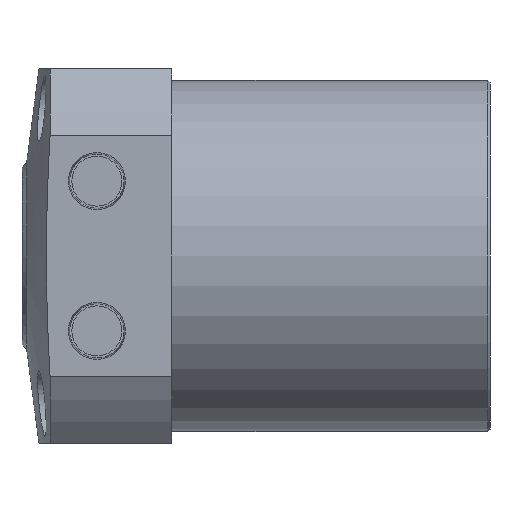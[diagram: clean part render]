
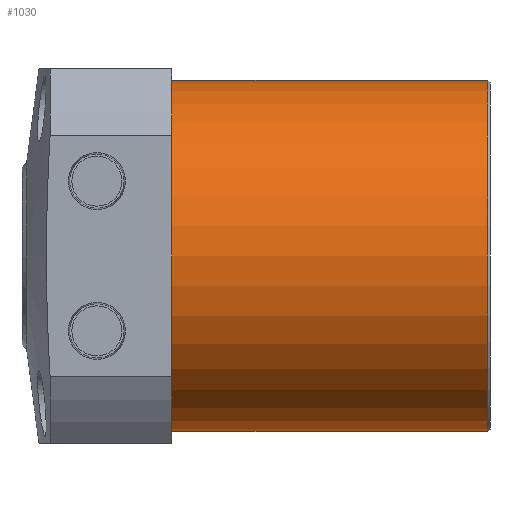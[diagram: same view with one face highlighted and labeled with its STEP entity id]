
A CAD part, left-side view. The second image highlights one B-rep face of the part: STEP entity #1030.
In plain terms, the highlighted cylindrical face has radius 37.5 mm (diameter 75 mm), a partial arc.
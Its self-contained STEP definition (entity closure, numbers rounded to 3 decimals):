
#115 = ORIENTED_EDGE ( 'NONE', *, *, #729, .T. ) ;
#149 = ORIENTED_EDGE ( 'NONE', *, *, #728, .F. ) ;
#166 = ORIENTED_EDGE ( 'NONE', *, *, #343, .T. ) ;
#199 = EDGE_LOOP ( 'NONE', ( #149, #248, #115, #166 ) ) ;
#248 = ORIENTED_EDGE ( 'NONE', *, *, #475, .T. ) ;
#343 = EDGE_CURVE ( 'NONE', #1974, #2026, #490, .T. ) ;
#396 = AXIS2_PLACEMENT_3D ( 'NONE', #1246, #1245, #1241 ) ;
#475 = EDGE_CURVE ( 'NONE', #2044, #2034, #553, .T. ) ;
#490 = CIRCLE ( 'NONE', #802, 37.5 ) ;
#508 = VECTOR ( 'NONE', #1715, 1000. ) ;
#520 = LINE ( 'NONE', #1726, #580 ) ;
#553 = CIRCLE ( 'NONE', #823, 37.5 ) ;
#575 = LINE ( 'NONE', #1720, #508 ) ;
#580 = VECTOR ( 'NONE', #1727, 1000. ) ;
#728 = EDGE_CURVE ( 'NONE', #2044, #2026, #575, .T. ) ;
#729 = EDGE_CURVE ( 'NONE', #2034, #1974, #520, .T. ) ;
#802 = AXIS2_PLACEMENT_3D ( 'NONE', #1409, #1480, #1408 ) ;
#823 = AXIS2_PLACEMENT_3D ( 'NONE', #1360, #1354, #1326 ) ;
#910 = CARTESIAN_POINT ( 'NONE',  ( 0., 0.5, -37.5 ) ) ;
#962 = CARTESIAN_POINT ( 'NONE',  ( 0., 0.5, 37.5 ) ) ;
#970 = CARTESIAN_POINT ( 'NONE',  ( 0., 68., -37.5 ) ) ;
#979 = CARTESIAN_POINT ( 'NONE',  ( 0., 68., 37.5 ) ) ;
#1030 = ADVANCED_FACE ( 'NONE', ( #1531 ), #1548, .T. ) ;
#1241 = DIRECTION ( 'NONE',  ( 0., 0., -1. ) ) ;
#1245 = DIRECTION ( 'NONE',  ( 0., -1., 0. ) ) ;
#1246 = CARTESIAN_POINT ( 'NONE',  ( 0., 68., 0. ) ) ;
#1326 = DIRECTION ( 'NONE',  ( 0., 0., -1. ) ) ;
#1354 = DIRECTION ( 'NONE',  ( 0., -1., 0. ) ) ;
#1360 = CARTESIAN_POINT ( 'NONE',  ( 0., 68., 0. ) ) ;
#1408 = DIRECTION ( 'NONE',  ( 0., 0., 1. ) ) ;
#1409 = CARTESIAN_POINT ( 'NONE',  ( 0., 0.5, 0. ) ) ;
#1480 = DIRECTION ( 'NONE',  ( 0., 1., 0. ) ) ;
#1531 = FACE_OUTER_BOUND ( 'NONE', #199, .T. ) ;
#1548 = CYLINDRICAL_SURFACE ( 'NONE', #396, 37.5 ) ;
#1715 = DIRECTION ( 'NONE',  ( 0., -1., 0. ) ) ;
#1720 = CARTESIAN_POINT ( 'NONE',  ( 0., 68., 37.5 ) ) ;
#1726 = CARTESIAN_POINT ( 'NONE',  ( 0., 68., -37.5 ) ) ;
#1727 = DIRECTION ( 'NONE',  ( 0., -1., 0. ) ) ;
#1974 = VERTEX_POINT ( 'NONE', #910 ) ;
#2026 = VERTEX_POINT ( 'NONE', #962 ) ;
#2034 = VERTEX_POINT ( 'NONE', #970 ) ;
#2044 = VERTEX_POINT ( 'NONE', #979 ) ;
